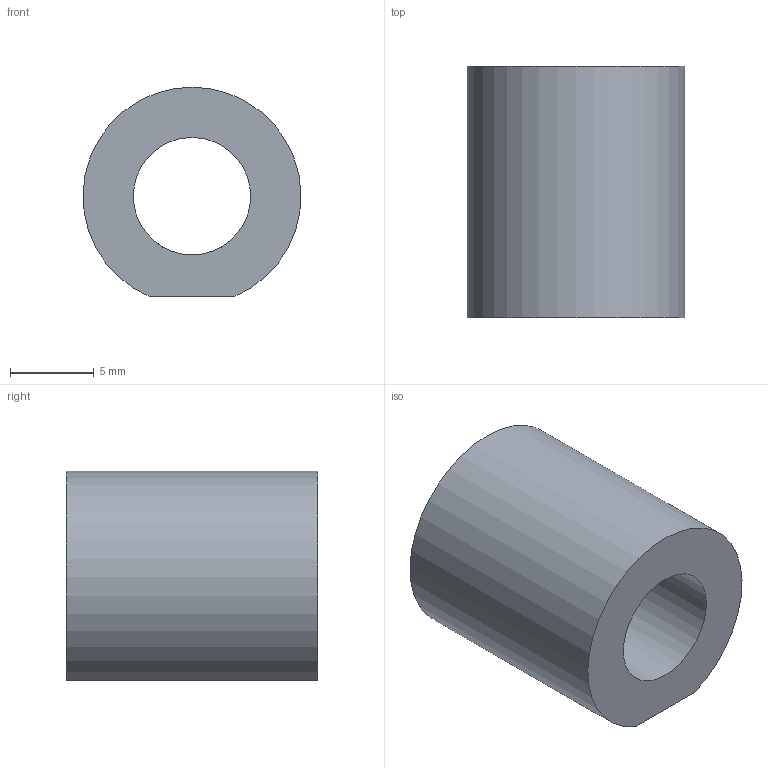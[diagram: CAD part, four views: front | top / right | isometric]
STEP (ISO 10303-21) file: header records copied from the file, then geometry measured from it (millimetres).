
FILE_DESCRIPTION(/* description */ (''),/* implementation_level */ '2;1');
FILE_NAME(/* name */ 'SyringeHolder.stp',/* time_stamp */ '2021-07-05T15:22:45+02:00',/* author */ ('Charlene Brillard'),/* organization */ (''),/* preprocessor_version */ 'ST-DEVELOPER v16.5',/* originating_system */ 'Autodesk Inventor 2017',/* authorisation */ '');
FILE_SCHEMA (('AUTOMOTIVE_DESIGN { 1 0 10303 214 3 1 1 }'));
Length unit declared in the file: millimetre
Products named in the file (1): SyringeHolder
Bounding box: 13 x 15 x 12.5 mm (x, y, z)
Volume: 1367.1 mm3; surface area: 1136.3 mm2
Topology: 1 solids, 1 shells, 6 faces, 12 edges, 8 vertices
Faces by surface type: cylinder 3, plane 3
Full cylindrical faces by diameter (mm): 3.242 x1, 7 x1
Entity records: 220 total; most frequent: CARTESIAN_POINT 58, DIRECTION 28, ORIENTED_EDGE 20, EDGE_LOOP 12, AXIS2_PLACEMENT_3D 12, EDGE_CURVE 10, VERTEX_POINT 8, FACE_BOUND 6
